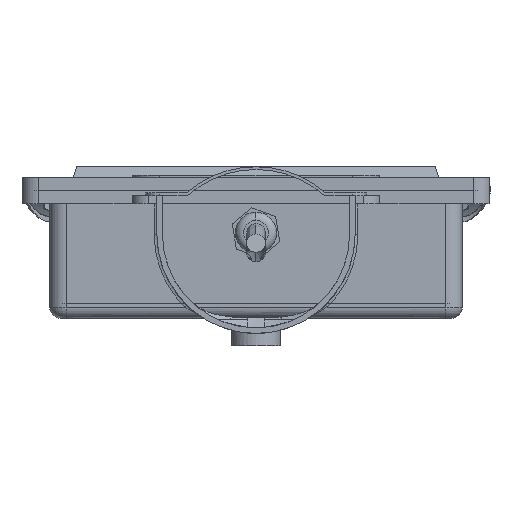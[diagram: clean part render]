
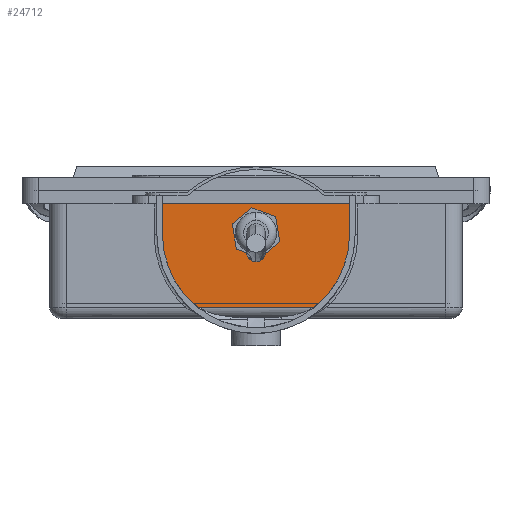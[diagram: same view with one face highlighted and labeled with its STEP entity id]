
A CAD part, front view. The second image highlights one B-rep face of the part: STEP entity #24712.
In plain terms, the highlighted planar face has unit normal (0, -1, 0).
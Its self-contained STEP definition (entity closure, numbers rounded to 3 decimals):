
#220 = LINE ( 'NONE', #15936, #17752 ) ;
#263 = CARTESIAN_POINT ( 'NONE',  ( -34., 10., -25.5 ) ) ;
#302 = CARTESIAN_POINT ( 'NONE',  ( 21.94, 10., -50.929 ) ) ;
#378 = VECTOR ( 'NONE', #24842, 1000. ) ;
#577 = CARTESIAN_POINT ( 'NONE',  ( 20.634, 10., -52. ) ) ;
#829 = ORIENTED_EDGE ( 'NONE', *, *, #26336, .F. ) ;
#926 = CARTESIAN_POINT ( 'NONE',  ( 34., 10., -25.5 ) ) ;
#1546 = EDGE_CURVE ( 'NONE', #7979, #3692, #220, .T. ) ;
#1658 = ORIENTED_EDGE ( 'NONE', *, *, #18251, .F. ) ;
#1984 = CARTESIAN_POINT ( 'NONE',  ( 0., 10., -25.5 ) ) ;
#2058 = DIRECTION ( 'NONE',  ( 1., 0., 0. ) ) ;
#2950 = VERTEX_POINT ( 'NONE', #577 ) ;
#2959 = VERTEX_POINT ( 'NONE', #22437 ) ;
#3045 = CARTESIAN_POINT ( 'NONE',  ( -22.21, 10., -51.243 ) ) ;
#3071 = DIRECTION ( 'NONE',  ( 0.653, 0., 0.757 ) ) ;
#3131 = VECTOR ( 'NONE', #12049, 1000. ) ;
#3552 = DIRECTION ( 'NONE',  ( -0.772, 0., -0.636 ) ) ;
#3587 = VECTOR ( 'NONE', #3552, 1000. ) ;
#3692 = VERTEX_POINT ( 'NONE', #10811 ) ;
#3875 = CIRCLE ( 'NONE', #6154, 33.586 ) ;
#3975 = LINE ( 'NONE', #27817, #3587 ) ;
#4157 = DIRECTION ( 'NONE',  ( -1., 0., 0. ) ) ;
#4781 = DIRECTION ( 'NONE',  ( 0.653, 0., -0.757 ) ) ;
#5356 = AXIS2_PLACEMENT_3D ( 'NONE', #27063, #5379, #9385 ) ;
#5379 = DIRECTION ( 'NONE',  ( 0., 1., 0. ) ) ;
#5492 = LINE ( 'NONE', #14200, #3131 ) ;
#5695 = CARTESIAN_POINT ( 'NONE',  ( 8.65, 10., -28.241 ) ) ;
#5767 = VERTEX_POINT ( 'NONE', #6359 ) ;
#5950 = LINE ( 'NONE', #26332, #13644 ) ;
#6144 = VERTEX_POINT ( 'NONE', #24720 ) ;
#6154 = AXIS2_PLACEMENT_3D ( 'NONE', #1984, #25829, #6292 ) ;
#6292 = DIRECTION ( 'NONE',  ( -1., 0., 0. ) ) ;
#6359 = CARTESIAN_POINT ( 'NONE',  ( 34., 10., -25.5 ) ) ;
#6364 = DIRECTION ( 'NONE',  ( 0., 1., 0. ) ) ;
#6641 = LINE ( 'NONE', #26603, #17149 ) ;
#6663 = CARTESIAN_POINT ( 'NONE',  ( -20.634, 10., -52. ) ) ;
#6666 = EDGE_CURVE ( 'NONE', #26658, #2959, #25337, .T. ) ;
#6688 = VERTEX_POINT ( 'NONE', #14781 ) ;
#7219 = ORIENTED_EDGE ( 'NONE', *, *, #1546, .F. ) ;
#7472 = EDGE_CURVE ( 'NONE', #9646, #18497, #27841, .T. ) ;
#7793 = LINE ( 'NONE', #9777, #13545 ) ;
#7929 = ORIENTED_EDGE ( 'NONE', *, *, #17495, .F. ) ;
#7979 = VERTEX_POINT ( 'NONE', #263 ) ;
#8134 = ORIENTED_EDGE ( 'NONE', *, *, #6666, .F. ) ;
#8227 = CARTESIAN_POINT ( 'NONE',  ( 0., 10., -25.5 ) ) ;
#8299 = FACE_OUTER_BOUND ( 'NONE', #27865, .T. ) ;
#8337 = ORIENTED_EDGE ( 'NONE', *, *, #10040, .T. ) ;
#8579 = CARTESIAN_POINT ( 'NONE',  ( -8.65, 10., -21.759 ) ) ;
#8863 = DIRECTION ( 'NONE',  ( 1., 0., 0. ) ) ;
#9153 = LINE ( 'NONE', #15995, #25418 ) ;
#9385 = DIRECTION ( 'NONE',  ( 1., 0., 0. ) ) ;
#9445 = EDGE_CURVE ( 'NONE', #15254, #7979, #19955, .T. ) ;
#9646 = VERTEX_POINT ( 'NONE', #26050 ) ;
#9777 = CARTESIAN_POINT ( 'NONE',  ( 16.92, 10., -5.889 ) ) ;
#10040 = EDGE_CURVE ( 'NONE', #11859, #2950, #9153, .T. ) ;
#10080 = VERTEX_POINT ( 'NONE', #5695 ) ;
#10085 = CARTESIAN_POINT ( 'NONE',  ( 7.132, 10., -19.129 ) ) ;
#10811 = CARTESIAN_POINT ( 'NONE',  ( -34., 10., -14.5 ) ) ;
#10859 = ORIENTED_EDGE ( 'NONE', *, *, #18693, .F. ) ;
#10930 = VERTEX_POINT ( 'NONE', #302 ) ;
#11392 = CARTESIAN_POINT ( 'NONE',  ( -7.132, 10., -30.871 ) ) ;
#11858 = LINE ( 'NONE', #24709, #378 ) ;
#11859 = VERTEX_POINT ( 'NONE', #6663 ) ;
#11919 = EDGE_CURVE ( 'NONE', #15254, #22827, #7793, .T. ) ;
#12049 = DIRECTION ( 'NONE',  ( 0.936, 0., -0.351 ) ) ;
#12248 = CIRCLE ( 'NONE', #22743, 34. ) ;
#12520 = VECTOR ( 'NONE', #16995, 1000. ) ;
#12868 = EDGE_LOOP ( 'NONE', ( #24773, #7929, #13246, #1658, #8134, #10859 ) ) ;
#12950 = VECTOR ( 'NONE', #2058, 1000. ) ;
#13105 = ORIENTED_EDGE ( 'NONE', *, *, #24055, .F. ) ;
#13141 = ORIENTED_EDGE ( 'NONE', *, *, #27210, .F. ) ;
#13179 = CARTESIAN_POINT ( 'NONE',  ( 0., 10., -25.5 ) ) ;
#13246 = ORIENTED_EDGE ( 'NONE', *, *, #7472, .F. ) ;
#13256 = ORIENTED_EDGE ( 'NONE', *, *, #9445, .F. ) ;
#13545 = VECTOR ( 'NONE', #3071, 1000. ) ;
#13615 = ORIENTED_EDGE ( 'NONE', *, *, #27343, .T. ) ;
#13644 = VECTOR ( 'NONE', #19217, 1000. ) ;
#13925 = AXIS2_PLACEMENT_3D ( 'NONE', #14581, #21701, #4157 ) ;
#14200 = CARTESIAN_POINT ( 'NONE',  ( -7.132, 10., -30.871 ) ) ;
#14489 = DIRECTION ( 'NONE',  ( 0., 0., -1. ) ) ;
#14499 = DIRECTION ( 'NONE',  ( -0.936, 0., 0.351 ) ) ;
#14581 = CARTESIAN_POINT ( 'NONE',  ( 75., 10., -56. ) ) ;
#14781 = CARTESIAN_POINT ( 'NONE',  ( 34., 10., -14.5 ) ) ;
#15254 = VERTEX_POINT ( 'NONE', #3045 ) ;
#15936 = CARTESIAN_POINT ( 'NONE',  ( -34., 10., -25.5 ) ) ;
#15995 = CARTESIAN_POINT ( 'NONE',  ( 75., 10., -52. ) ) ;
#16409 = VERTEX_POINT ( 'NONE', #24016 ) ;
#16995 = DIRECTION ( 'NONE',  ( 0.164, 0., -0.986 ) ) ;
#17149 = VECTOR ( 'NONE', #4781, 1000. ) ;
#17495 = EDGE_CURVE ( 'NONE', #18497, #16409, #5492, .T. ) ;
#17722 = EDGE_CURVE ( 'NONE', #5767, #6144, #12248, .T. ) ;
#17752 = VECTOR ( 'NONE', #26773, 1000. ) ;
#17981 = VECTOR ( 'NONE', #14499, 1000. ) ;
#18251 = EDGE_CURVE ( 'NONE', #2959, #9646, #3975, .T. ) ;
#18497 = VERTEX_POINT ( 'NONE', #11392 ) ;
#18693 = EDGE_CURVE ( 'NONE', #10080, #26658, #5950, .T. ) ;
#18984 = CIRCLE ( 'NONE', #21710, 33.586 ) ;
#19217 = DIRECTION ( 'NONE',  ( -0.164, 0., 0.986 ) ) ;
#19877 = EDGE_CURVE ( 'NONE', #16409, #10080, #11858, .T. ) ;
#19955 = CIRCLE ( 'NONE', #5356, 34. ) ;
#20466 = ORIENTED_EDGE ( 'NONE', *, *, #22400, .F. ) ;
#20504 = LINE ( 'NONE', #926, #27624 ) ;
#21626 = CARTESIAN_POINT ( 'NONE',  ( 75., 10., -14.5 ) ) ;
#21701 = DIRECTION ( 'NONE',  ( 0., 1., 0. ) ) ;
#21710 = AXIS2_PLACEMENT_3D ( 'NONE', #8227, #6364, #23770 ) ;
#21880 = DIRECTION ( 'NONE',  ( 0., 1., 0. ) ) ;
#22400 = EDGE_CURVE ( 'NONE', #3692, #6688, #23776, .T. ) ;
#22437 = CARTESIAN_POINT ( 'NONE',  ( -1.518, 10., -15.888 ) ) ;
#22743 = AXIS2_PLACEMENT_3D ( 'NONE', #13179, #21880, #26297 ) ;
#22827 = VERTEX_POINT ( 'NONE', #27864 ) ;
#22937 = ORIENTED_EDGE ( 'NONE', *, *, #11919, .T. ) ;
#23718 = ORIENTED_EDGE ( 'NONE', *, *, #17722, .F. ) ;
#23770 = DIRECTION ( 'NONE',  ( -1., 0., 0. ) ) ;
#23776 = LINE ( 'NONE', #21626, #12950 ) ;
#24016 = CARTESIAN_POINT ( 'NONE',  ( 1.518, 10., -34.112 ) ) ;
#24055 = EDGE_CURVE ( 'NONE', #10930, #2950, #3875, .T. ) ;
#24709 = CARTESIAN_POINT ( 'NONE',  ( 1.518, 10., -34.112 ) ) ;
#24712 = ADVANCED_FACE ( 'NONE', ( #8299, #27981 ), #27705, .F. ) ;
#24720 = CARTESIAN_POINT ( 'NONE',  ( 22.21, 10., -51.243 ) ) ;
#24773 = ORIENTED_EDGE ( 'NONE', *, *, #19877, .F. ) ;
#24842 = DIRECTION ( 'NONE',  ( 0.772, 0., 0.636 ) ) ;
#25337 = LINE ( 'NONE', #10085, #17981 ) ;
#25418 = VECTOR ( 'NONE', #8863, 1000. ) ;
#25829 = DIRECTION ( 'NONE',  ( 0., 1., 0. ) ) ;
#26050 = CARTESIAN_POINT ( 'NONE',  ( -8.65, 10., -21.759 ) ) ;
#26297 = DIRECTION ( 'NONE',  ( 1., 0., 0. ) ) ;
#26332 = CARTESIAN_POINT ( 'NONE',  ( 8.65, 10., -28.241 ) ) ;
#26336 = EDGE_CURVE ( 'NONE', #6688, #5767, #20504, .T. ) ;
#26603 = CARTESIAN_POINT ( 'NONE',  ( 47.09, 10., -80.08 ) ) ;
#26658 = VERTEX_POINT ( 'NONE', #27016 ) ;
#26773 = DIRECTION ( 'NONE',  ( 0., 0., 1. ) ) ;
#27016 = CARTESIAN_POINT ( 'NONE',  ( 7.132, 10., -19.129 ) ) ;
#27063 = CARTESIAN_POINT ( 'NONE',  ( 0., 10., -25.5 ) ) ;
#27210 = EDGE_CURVE ( 'NONE', #11859, #22827, #18984, .T. ) ;
#27343 = EDGE_CURVE ( 'NONE', #10930, #6144, #6641, .T. ) ;
#27624 = VECTOR ( 'NONE', #14489, 1000. ) ;
#27705 = PLANE ( 'NONE',  #13925 ) ;
#27817 = CARTESIAN_POINT ( 'NONE',  ( -1.518, 10., -15.888 ) ) ;
#27841 = LINE ( 'NONE', #8579, #12520 ) ;
#27864 = CARTESIAN_POINT ( 'NONE',  ( -21.94, 10., -50.929 ) ) ;
#27865 = EDGE_LOOP ( 'NONE', ( #13105, #13615, #23718, #829, #20466, #7219, #13256, #22937, #13141, #8337 ) ) ;
#27981 = FACE_BOUND ( 'NONE', #12868, .T. ) ;
